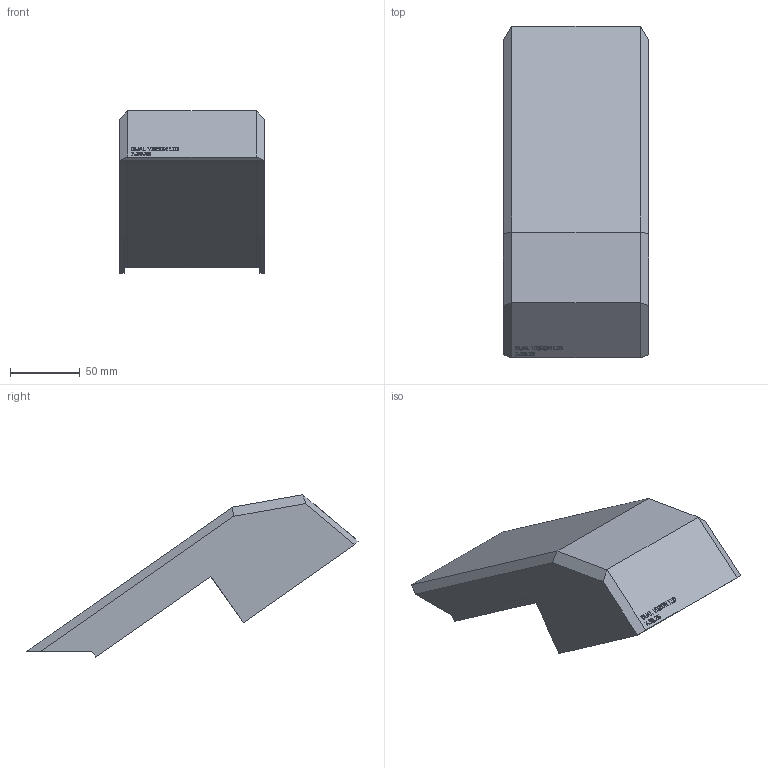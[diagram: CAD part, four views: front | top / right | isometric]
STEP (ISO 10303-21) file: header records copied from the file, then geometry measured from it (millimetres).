
FILE_DESCRIPTION(/* description */ (''),/* implementation_level */ '2;1');
FILE_NAME(/* name */ 'cameraholderlid v0.4.stp',/* time_stamp */ '2025-07-30T11:16:48-04:00',/* author */ ('mateo'),/* organization */ (''),/* preprocessor_version */ 'ST-DEVELOPER v20',/* originating_system */ 'Autodesk Inventor 2025',/* authorisation */ '');
FILE_SCHEMA (('AUTOMOTIVE_DESIGN { 1 0 10303 214 3 1 1 }'));
Length unit declared in the file: millimetre
Products named in the file (1): cameraholderlid v0.4
Bounding box: 104.46 x 238.02 x 116.55 mm (x, y, z)
Volume: 229665.6 mm3; surface area: 95793.4 mm2
Topology: 1 solids, 1 shells, 297 faces, 802 edges, 533 vertices
Faces by surface type: plane 188, bspline 109
Entity records: 9820 total; most frequent: CARTESIAN_POINT 3050, ORIENTED_EDGE 1604, DIRECTION 962, EDGE_CURVE 802, LINE 584, VECTOR 584, VERTEX_POINT 532, EDGE_LOOP 322
